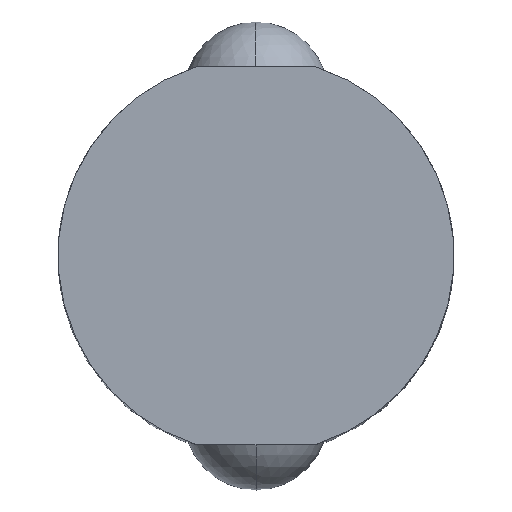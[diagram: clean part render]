
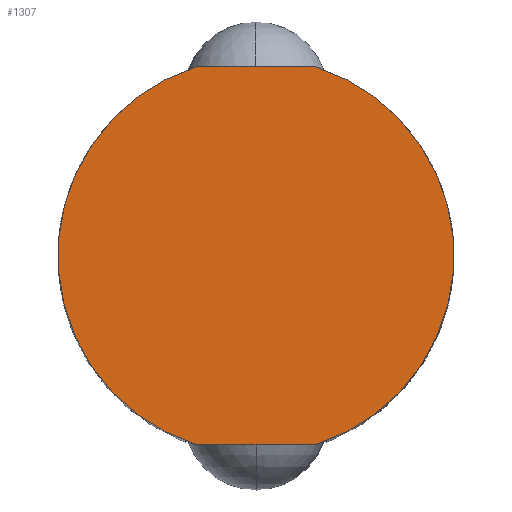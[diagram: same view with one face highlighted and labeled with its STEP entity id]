
A CAD part, top view. The second image highlights one B-rep face of the part: STEP entity #1307.
In plain terms, the highlighted planar face has unit normal (0, 0, 1).
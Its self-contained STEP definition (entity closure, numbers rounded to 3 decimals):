
#1277=VERTEX_POINT('',#3563);
#1307=ADVANCED_FACE('',(#3595),#3596,.T.);
#1763=EDGE_CURVE('',#1799,#2763,#4098,.T.);
#1799=VERTEX_POINT('',#4137);
#1879=EDGE_CURVE('',#2857,#1277,#4223,.T.);
#2735=EDGE_CURVE('',#2763,#2857,#5149,.T.);
#2763=VERTEX_POINT('',#5178);
#2857=VERTEX_POINT('',#5280);
#3201=EDGE_CURVE('',#1277,#1799,#5660,.T.);
#3563=CARTESIAN_POINT('',(-3.279,-10.5,45.0));
#3595=FACE_OUTER_BOUND('',#6164,.T.);
#3596=PLANE('',#6165);
#4098=CIRCLE('',#6976,11.0);
#4137=CARTESIAN_POINT('',(3.279,-10.5,45.0));
#4223=CIRCLE('',#7177,11.0);
#5149=LINE('',#8796,#8797);
#5178=CARTESIAN_POINT('',(3.279,10.5,45.0));
#5280=CARTESIAN_POINT('',(-3.279,10.5,45.0));
#5660=LINE('',#9654,#9655);
#6164=EDGE_LOOP('',(#10175,#10176,#10177,#10178));
#6165=AXIS2_PLACEMENT_3D('',#10179,#10180,#10181);
#6976=AXIS2_PLACEMENT_3D('',#10785,#10786,#10787);
#7177=AXIS2_PLACEMENT_3D('',#11010,#11011,#11012);
#8796=CARTESIAN_POINT('',(-1.639,10.5,45.0));
#8797=VECTOR('',#11957,1.0);
#9654=CARTESIAN_POINT('',(1.639,-10.5,45.0));
#9655=VECTOR('',#12484,1.0);
#10175=ORIENTED_EDGE('',*,*,#1879,.T.);
#10176=ORIENTED_EDGE('',*,*,#3201,.T.);
#10177=ORIENTED_EDGE('',*,*,#1763,.T.);
#10178=ORIENTED_EDGE('',*,*,#2735,.T.);
#10179=CARTESIAN_POINT('',(0.,5.5,45.0));
#10180=DIRECTION('',(0.,0.,1.0));
#10181=DIRECTION('',(0.,1.0,0.0));
#10785=CARTESIAN_POINT('',(0.,0.,45.0));
#10786=DIRECTION('',(0.,0.,1.0));
#10787=DIRECTION('',(0.,1.0,0.));
#11010=CARTESIAN_POINT('',(0.,0.,45.0));
#11011=DIRECTION('',(0.,0.,1.0));
#11012=DIRECTION('',(0.,1.0,0.));
#11957=DIRECTION('',(-1.0,0.0,0.));
#12484=DIRECTION('',(1.0,0.0,0.));
